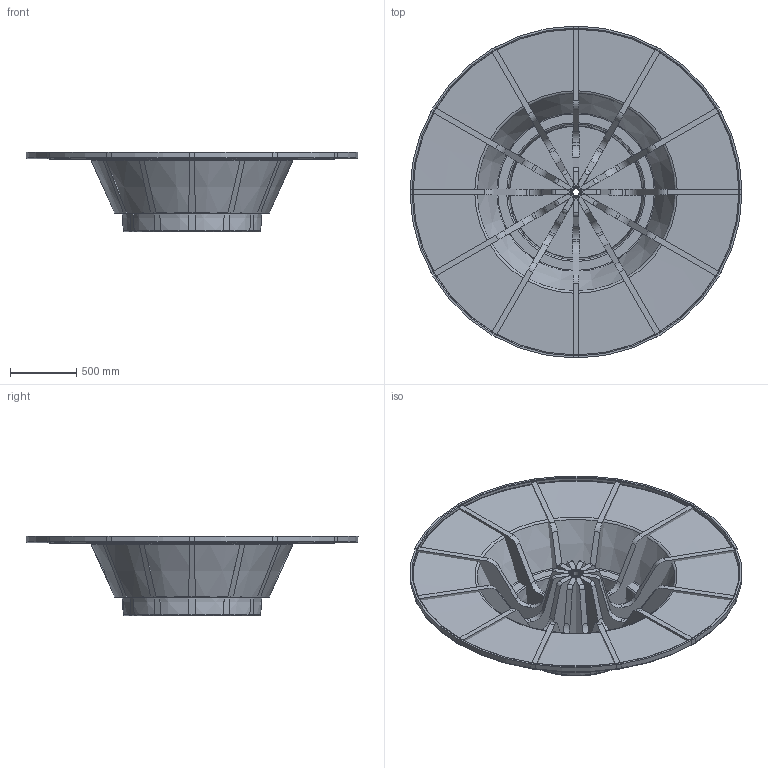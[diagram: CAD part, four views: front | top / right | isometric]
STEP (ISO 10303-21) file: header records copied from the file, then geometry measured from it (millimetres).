
FILE_DESCRIPTION(/* description */ (''),/* implementation_level */ '2;1');
FILE_NAME(/* name */ '18110.070X_3D.stp',/* time_stamp */ '2024-12-12T07:40:14+01:00',/* author */ ('CAD'),/* organization */ (''),/* preprocessor_version */ 'ST-DEVELOPER v20',/* originating_system */ 'AutoCAD Mechanical',/* authorisation */ '');
FILE_SCHEMA (('AUTOMOTIVE_DESIGN { 1 0 10303 214 3 1 1 }'));
Length unit declared in the file: centimetre
Products named in the file (1): Product
Bounding box: 2500 x 2500 x 600 mm (x, y, z)
Volume: 285016009.8 mm3; surface area: 22594577.4 mm2
Topology: 13 solids, 13 shells, 429 faces, 1197 edges, 798 vertices
Faces by surface type: plane 246, cylinder 156, torus 15, cone 12
Entity records: 13867 total; most frequent: DIRECTION 2438, CARTESIAN_POINT 2425, ORIENTED_EDGE 2394, EDGE_CURVE 1197, LINE 816, VECTOR 816, AXIS2_PLACEMENT_3D 811, VERTEX_POINT 798
